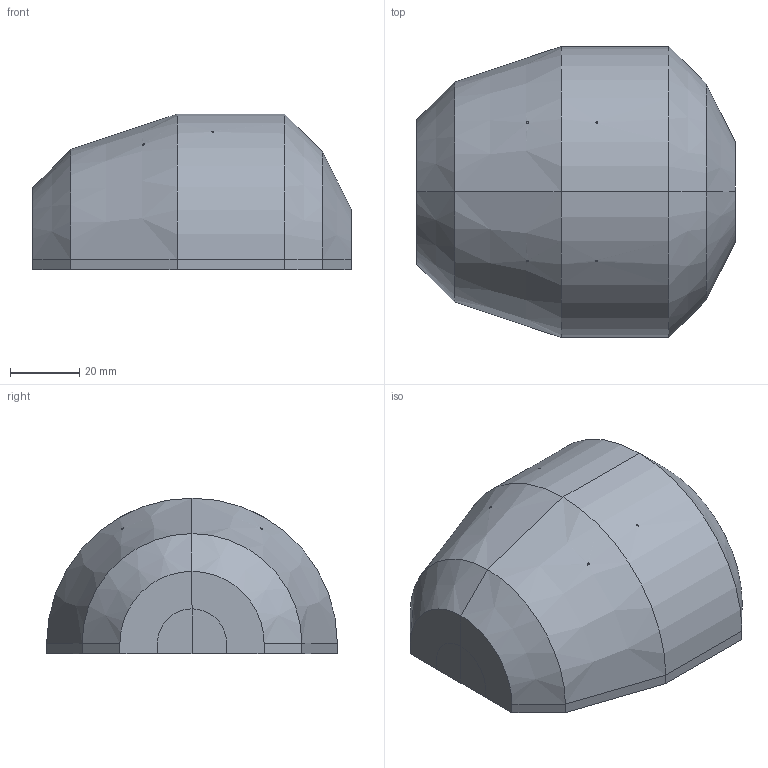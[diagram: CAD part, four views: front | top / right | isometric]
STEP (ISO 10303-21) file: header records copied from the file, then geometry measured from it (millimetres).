
FILE_DESCRIPTION(('CATIA V5 STEP Exchange'),'2;1');
FILE_NAME('YOUR_PART_2.stp','2023-06-18T22:12:31+00:00',('none'),('none'),'CATIA Version 5 Release 21 GA (IN-10)','CATIA V5 STEP AP203','none');
FILE_SCHEMA(('CONFIG_CONTROL_DESIGN'));
Length unit declared in the file: millimetre
Products named in the file (1): YOUR PART
Bounding box: 92 x 84 x 45 mm (x, y, z)
Volume: 127649.1 mm3; surface area: 41018.4 mm2
Topology: 1 solids, 1 shells, 76 faces, 167 edges, 105 vertices
Faces by surface type: plane 34, cylinder 28, cone 12, extrusion 2
Entity records: 2289 total; most frequent: CARTESIAN_POINT 755, ORIENTED_EDGE 334, DIRECTION 229, EDGE_CURVE 167, VERTEX_POINT 105, VECTOR 99, LINE 97, EDGE_LOOP 88
